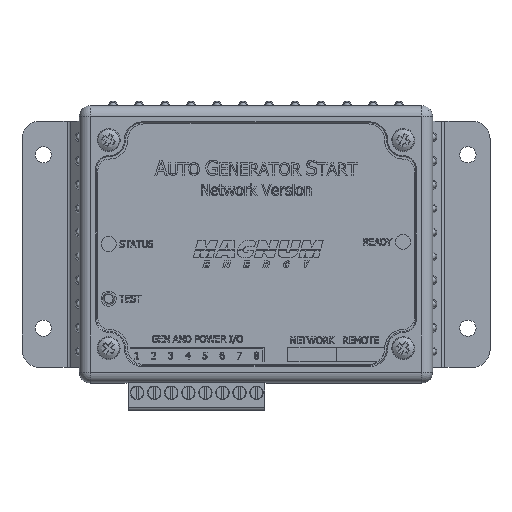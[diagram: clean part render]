
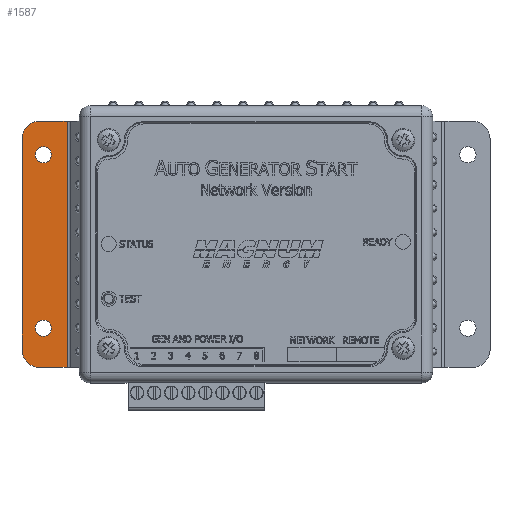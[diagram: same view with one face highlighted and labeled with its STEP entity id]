
A CAD part, top view. The second image highlights one B-rep face of the part: STEP entity #1587.
In plain terms, the highlighted planar face has unit normal (0, 0, 1).
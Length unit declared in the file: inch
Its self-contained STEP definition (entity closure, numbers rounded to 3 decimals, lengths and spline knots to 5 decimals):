
#124=CARTESIAN_POINT('',(-0.41125,0.4825,-0.104));
#125=VERTEX_POINT('',#124);
#126=CARTESIAN_POINT('',(-0.505,0.4825,-0.104));
#127=DIRECTION('',(0.0,0.0,-1.0));
#128=DIRECTION('',(1.0,0.0,0.0));
#129=AXIS2_PLACEMENT_3D('',#126,#127,#128);
#130=CIRCLE('',#129,0.09375);
#131=EDGE_CURVE('',#125,#125,#130,.T.);
#180=CARTESIAN_POINT('',(-0.41125,2.4825,-0.104));
#181=VERTEX_POINT('',#180);
#182=CARTESIAN_POINT('',(-0.505,2.4825,-0.104));
#183=DIRECTION('',(0.0,0.0,-1.0));
#184=DIRECTION('',(1.0,0.0,0.0));
#185=AXIS2_PLACEMENT_3D('',#182,#183,#184);
#186=CIRCLE('',#185,0.09375);
#187=EDGE_CURVE('',#181,#181,#186,.T.);
#556=CARTESIAN_POINT('',(-0.22959,0.03,-0.104));
#557=VERTEX_POINT('',#556);
#558=CARTESIAN_POINT('',(-0.22959,2.87,-0.104));
#559=VERTEX_POINT('',#558);
#560=CARTESIAN_POINT('',(-0.22959,0.03,-0.104));
#561=DIRECTION('',(0.0,1.0,0.0));
#562=VECTOR('',#561,2.84);
#563=LINE('',#560,#562);
#564=EDGE_CURVE('',#557,#559,#563,.T.);
#1508=CARTESIAN_POINT('',(-0.55,0.03,-0.104));
#1509=VERTEX_POINT('',#1508);
#1510=CARTESIAN_POINT('',(-0.22959,0.03,-0.104));
#1511=DIRECTION('',(-1.0,0.0,0.0));
#1512=VECTOR('',#1511,0.32041);
#1513=LINE('',#1510,#1512);
#1514=EDGE_CURVE('',#557,#1509,#1513,.T.);
#1540=CARTESIAN_POINT('',(-0.44122,1.45,-0.104));
#1541=DIRECTION('',(0.0,0.0,1.0));
#1542=DIRECTION('',(1.0,0.0,0.0));
#1543=AXIS2_PLACEMENT_3D('',#1540,#1541,#1542);
#1544=PLANE('',#1543);
#1545=ORIENTED_EDGE('',*,*,#564,.T.);
#1546=CARTESIAN_POINT('',(-0.55,2.87,-0.104));
#1547=VERTEX_POINT('',#1546);
#1548=CARTESIAN_POINT('',(-0.55,2.87,-0.104));
#1549=DIRECTION('',(1.0,0.0,0.0));
#1550=VECTOR('',#1549,0.32041);
#1551=LINE('',#1548,#1550);
#1552=EDGE_CURVE('',#1547,#559,#1551,.T.);
#1553=ORIENTED_EDGE('',*,*,#1552,.F.);
#1554=CARTESIAN_POINT('',(-0.75,2.67,-0.104));
#1555=VERTEX_POINT('',#1554);
#1556=CARTESIAN_POINT('',(-0.55,2.67,-0.104));
#1557=DIRECTION('',(0.0,0.0,-1.0));
#1558=DIRECTION('',(1.0,0.0,0.0));
#1559=AXIS2_PLACEMENT_3D('',#1556,#1557,#1558);
#1560=CIRCLE('',#1559,0.2);
#1561=EDGE_CURVE('',#1555,#1547,#1560,.T.);
#1562=ORIENTED_EDGE('',*,*,#1561,.F.);
#1563=CARTESIAN_POINT('',(-0.75,0.23,-0.104));
#1564=VERTEX_POINT('',#1563);
#1565=CARTESIAN_POINT('',(-0.75,0.23,-0.104));
#1566=DIRECTION('',(0.0,1.0,0.0));
#1567=VECTOR('',#1566,2.44);
#1568=LINE('',#1565,#1567);
#1569=EDGE_CURVE('',#1564,#1555,#1568,.T.);
#1570=ORIENTED_EDGE('',*,*,#1569,.F.);
#1571=CARTESIAN_POINT('',(-0.55,0.23,-0.104));
#1572=DIRECTION('',(0.0,0.0,-1.0));
#1573=DIRECTION('',(0.0,1.0,0.0));
#1574=AXIS2_PLACEMENT_3D('',#1571,#1572,#1573);
#1575=CIRCLE('',#1574,0.2);
#1576=EDGE_CURVE('',#1509,#1564,#1575,.T.);
#1577=ORIENTED_EDGE('',*,*,#1576,.F.);
#1578=ORIENTED_EDGE('',*,*,#1514,.F.);
#1579=EDGE_LOOP('',(#1545,#1553,#1562,#1570,#1577,#1578));
#1580=FACE_OUTER_BOUND('',#1579,.T.);
#1581=ORIENTED_EDGE('',*,*,#131,.T.);
#1582=EDGE_LOOP('',(#1581));
#1583=FACE_BOUND('',#1582,.T.);
#1584=ORIENTED_EDGE('',*,*,#187,.T.);
#1585=EDGE_LOOP('',(#1584));
#1586=FACE_BOUND('',#1585,.T.);
#1587=ADVANCED_FACE('',(#1580,#1583,#1586),#1544,.T.);
